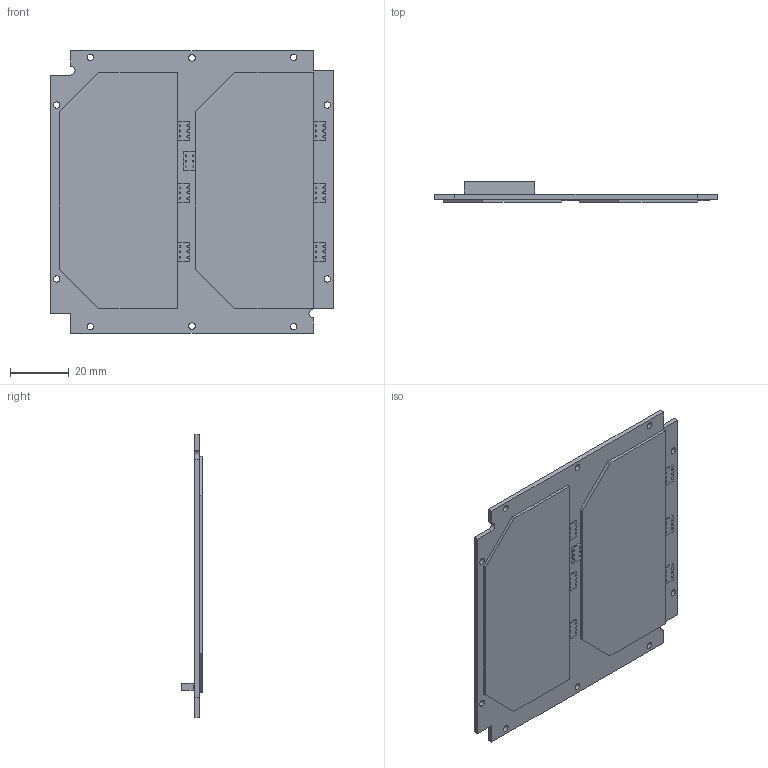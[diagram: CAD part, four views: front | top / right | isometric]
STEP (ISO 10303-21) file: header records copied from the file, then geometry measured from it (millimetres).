
FILE_DESCRIPTION(/* description */ (''),/* implementation_level */ '2;1');
FILE_NAME(/* name */ 'B4_EM_-Z_panel v19.step',/* time_stamp */ '2021-05-20T07:31:58+09:00',/* author */ (''),/* organization */ (''),/* preprocessor_version */ 'ST-DEVELOPER v18.1',/* originating_system */ 'Autodesk Translation Framework v10.6.0.1341',/* authorisation */ '');
FILE_SCHEMA (('AUTOMOTIVE_DESIGN { 1 0 10303 214 3 1 1 }'));
Length unit declared in the file: millimetre
Products named in the file (11): B4_EM_-Z_panel; Solar panel_f; Solar panel; Solar panel_connector; Solar panel_connector (1); Solar panel_connector (2); Solar panel_connector (3); Solar panel_connector (4); Solar panel_connector (5); Solar panel_connector (6); PCB
Assembly tree (11 placements, depth 2):
  B4_EM_-Z_panel
    Solar panel_f
    Solar panel  x2
    Solar panel_connector
    Solar panel_connector (1)
    Solar panel_connector (2)
    Solar panel_connector (3)
    Solar panel_connector (4)
    Solar panel_connector (5)
    Solar panel_connector (6)
    PCB
Bounding box: 96 x 7.1 x 96 mm (x, y, z)
Volume: 20739.2 mm3; surface area: 32159.4 mm2
Topology: 17 solids, 17 shells, 442 faces, 1164 edges, 768 vertices
Faces by surface type: plane 388, cylinder 54
Full cylindrical faces by diameter (mm): 2.2 x10
Entity records: 13674 total; most frequent: CARTESIAN_POINT 2359, ORIENTED_EDGE 2292, DIRECTION 2168, EDGE_CURVE 1146, LINE 1038, VECTOR 1038, VERTEX_POINT 756, AXIS2_PLACEMENT_3D 565
